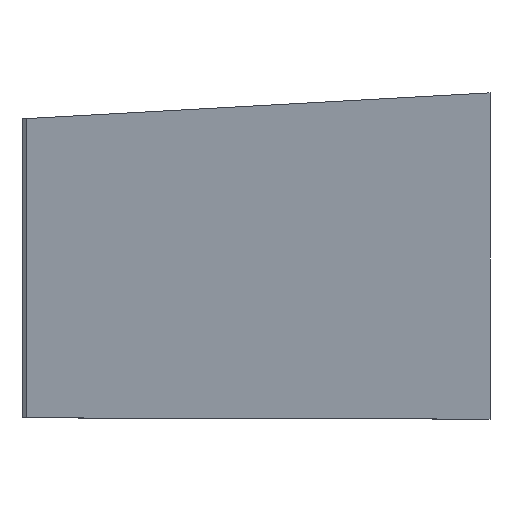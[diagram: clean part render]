
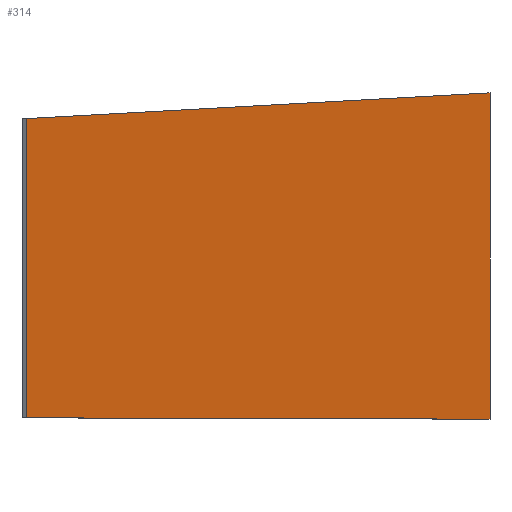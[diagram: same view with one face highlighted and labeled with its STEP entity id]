
A CAD part, top view. The second image highlights one B-rep face of the part: STEP entity #314.
In plain terms, the highlighted planar face has unit normal (0.851, 0, 0.526).
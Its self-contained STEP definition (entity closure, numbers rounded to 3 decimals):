
#43 = PLANE('',#44);
#44 = AXIS2_PLACEMENT_3D('',#45,#46,#47);
#45 = CARTESIAN_POINT('',(-11761.655,-779.004,
    -3433.355));
#46 = DIRECTION('',(0.058,-0.998,0.));
#47 = DIRECTION('',(0.,0.,-1.));
#69 = PLANE('',#70);
#70 = AXIS2_PLACEMENT_3D('',#71,#72,#73);
#71 = CARTESIAN_POINT('',(2202.325,0.,-2871.835));
#72 = DIRECTION('',(0.609,0.,-0.794));
#73 = DIRECTION('',(0.,-1.,0.));
#95 = PLANE('',#96);
#96 = AXIS2_PLACEMENT_3D('',#97,#98,#99);
#97 = CARTESIAN_POINT('',(0.,0.,-7500.));
#98 = DIRECTION('',(0.,-1.,-0.));
#99 = DIRECTION('',(1.,0.,0.));
#119 = PLANE('',#120);
#120 = AXIS2_PLACEMENT_3D('',#121,#122,#123);
#121 = CARTESIAN_POINT('',(1261.95,0.,-2592.896));
#122 = DIRECTION('',(0.438,0.,-0.899));
#123 = DIRECTION('',(0.,-1.,0.));
#135 = VERTEX_POINT('',#136);
#136 = CARTESIAN_POINT('',(12516.365,635.029,
    2884.575));
#155 = EDGE_CURVE('',#135,#156,#158,.T.);
#156 = VERTEX_POINT('',#157);
#157 = CARTESIAN_POINT('',(11613.546,582.446,
    4345.351));
#158 = SURFACE_CURVE('',#159,(#163,#169),.PCURVE_S1.);
#159 = LINE('',#160,#161);
#160 = CARTESIAN_POINT('',(8615.166,407.81,
    9196.781));
#161 = VECTOR('',#162,1.);
#162 = DIRECTION('',(-0.525,-0.031,0.85)
  );
#163 = PCURVE('',#43,#164);
#164 = DEFINITIONAL_REPRESENTATION('',(#165),#168);
#165 = B_SPLINE_CURVE_WITH_KNOTS('',1,(#166,#167),.UNSPECIFIED.,.F.,.F.,
  (2,2),(-7802.845,-5457.214),
  .PIECEWISE_BEZIER_KNOTS.);
#166 = CARTESIAN_POINT('',(-5995.768,24518.611));
#167 = CARTESIAN_POINT('',(-7990.141,23283.919));
#168 = ( GEOMETRIC_REPRESENTATION_CONTEXT(2) 
PARAMETRIC_REPRESENTATION_CONTEXT() REPRESENTATION_CONTEXT('2D SPACE',''
  ) );
#169 = PCURVE('',#170,#175);
#170 = PLANE('',#171);
#171 = AXIS2_PLACEMENT_3D('',#172,#173,#174);
#172 = CARTESIAN_POINT('',(8625.27,-45.193,
    9180.432));
#173 = DIRECTION('',(0.851,0.,0.526));
#174 = DIRECTION('',(0.,-1.,0.));
#175 = DEFINITIONAL_REPRESENTATION('',(#176),#179);
#176 = B_SPLINE_CURVE_WITH_KNOTS('',1,(#177,#178),.UNSPECIFIED.,.F.,.F.,
  (2,2),(-7802.845,-5457.214),
  .PIECEWISE_BEZIER_KNOTS.);
#177 = CARTESIAN_POINT('',(-691.819,7779.97));
#178 = CARTESIAN_POINT('',(-620.028,5435.438));
#179 = ( GEOMETRIC_REPRESENTATION_CONTEXT(2) 
PARAMETRIC_REPRESENTATION_CONTEXT() REPRESENTATION_CONTEXT('2D SPACE',''
  ) );
#204 = VERTEX_POINT('',#205);
#205 = CARTESIAN_POINT('',(12516.365,0.,2884.575));
#226 = EDGE_CURVE('',#135,#204,#227,.T.);
#227 = SURFACE_CURVE('',#228,(#232,#238),.PCURVE_S1.);
#228 = LINE('',#229,#230);
#229 = CARTESIAN_POINT('',(12516.365,-22.597,
    2884.575));
#230 = VECTOR('',#231,1.);
#231 = DIRECTION('',(0.,-1.,0.));
#232 = PCURVE('',#119,#233);
#233 = DEFINITIONAL_REPRESENTATION('',(#234),#237);
#234 = B_SPLINE_CURVE_WITH_KNOTS('',1,(#235,#236),.UNSPECIFIED.,.F.,.F.,
  (2,2),(-776.234,618.643),.PIECEWISE_BEZIER_KNOTS.);
#235 = CARTESIAN_POINT('',(-753.638,-12516.57));
#236 = CARTESIAN_POINT('',(641.24,-12516.57));
#237 = ( GEOMETRIC_REPRESENTATION_CONTEXT(2) 
PARAMETRIC_REPRESENTATION_CONTEXT() REPRESENTATION_CONTEXT('2D SPACE',''
  ) );
#238 = PCURVE('',#170,#239);
#239 = DEFINITIONAL_REPRESENTATION('',(#240),#243);
#240 = B_SPLINE_CURVE_WITH_KNOTS('',1,(#241,#242),.UNSPECIFIED.,.F.,.F.,
  (2,2),(-776.234,618.643),.PIECEWISE_BEZIER_KNOTS.);
#241 = CARTESIAN_POINT('',(-798.831,7401.245));
#242 = CARTESIAN_POINT('',(596.046,7401.245));
#243 = ( GEOMETRIC_REPRESENTATION_CONTEXT(2) 
PARAMETRIC_REPRESENTATION_CONTEXT() REPRESENTATION_CONTEXT('2D SPACE',''
  ) );
#249 = VERTEX_POINT('',#250);
#250 = CARTESIAN_POINT('',(11613.546,0.,4345.351));
#271 = EDGE_CURVE('',#249,#204,#272,.T.);
#272 = SURFACE_CURVE('',#273,(#277,#283),.PCURVE_S1.);
#273 = LINE('',#274,#275);
#274 = CARTESIAN_POINT('',(11163.145,0.,5074.108));
#275 = VECTOR('',#276,1.);
#276 = DIRECTION('',(0.526,0.,-0.851));
#277 = PCURVE('',#95,#278);
#278 = DEFINITIONAL_REPRESENTATION('',(#279),#282);
#279 = B_SPLINE_CURVE_WITH_KNOTS('',1,(#280,#281),.UNSPECIFIED.,.F.,.F.,
  (2,2),(684.983,2745.683),.PIECEWISE_BEZIER_KNOTS.);
#280 = CARTESIAN_POINT('',(11523.264,11991.429));
#281 = CARTESIAN_POINT('',(12606.647,10238.497));
#282 = ( GEOMETRIC_REPRESENTATION_CONTEXT(2) 
PARAMETRIC_REPRESENTATION_CONTEXT() REPRESENTATION_CONTEXT('2D SPACE',''
  ) );
#283 = PCURVE('',#170,#284);
#284 = DEFINITIONAL_REPRESENTATION('',(#285),#288);
#285 = B_SPLINE_CURVE_WITH_KNOTS('',1,(#286,#287),.UNSPECIFIED.,.F.,.F.,
  (2,2),(684.983,2745.683),.PIECEWISE_BEZIER_KNOTS.);
#286 = CARTESIAN_POINT('',(-45.193,5512.27));
#287 = CARTESIAN_POINT('',(-45.193,7572.97));
#288 = ( GEOMETRIC_REPRESENTATION_CONTEXT(2) 
PARAMETRIC_REPRESENTATION_CONTEXT() REPRESENTATION_CONTEXT('2D SPACE',''
  ) );
#296 = EDGE_CURVE('',#156,#249,#297,.T.);
#297 = SURFACE_CURVE('',#298,(#302,#308),.PCURVE_S1.);
#298 = LINE('',#299,#300);
#299 = CARTESIAN_POINT('',(11613.546,-22.597,
    4345.351));
#300 = VECTOR('',#301,1.);
#301 = DIRECTION('',(0.,-1.,0.));
#302 = PCURVE('',#69,#303);
#303 = DEFINITIONAL_REPRESENTATION('',(#304),#307);
#304 = B_SPLINE_CURVE_WITH_KNOTS('',1,(#305,#306),.UNSPECIFIED.,.F.,.F.,
  (2,2),(-718.087,613.357),.PIECEWISE_BEZIER_KNOTS.);
#305 = CARTESIAN_POINT('',(-695.49,-11859.969));
#306 = CARTESIAN_POINT('',(635.954,-11859.969));
#307 = ( GEOMETRIC_REPRESENTATION_CONTEXT(2) 
PARAMETRIC_REPRESENTATION_CONTEXT() REPRESENTATION_CONTEXT('2D SPACE',''
  ) );
#308 = PCURVE('',#170,#309);
#309 = DEFINITIONAL_REPRESENTATION('',(#310),#313);
#310 = B_SPLINE_CURVE_WITH_KNOTS('',1,(#311,#312),.UNSPECIFIED.,.F.,.F.,
  (2,2),(-718.087,613.357),.PIECEWISE_BEZIER_KNOTS.);
#311 = CARTESIAN_POINT('',(-740.683,5683.995));
#312 = CARTESIAN_POINT('',(590.76,5683.995));
#313 = ( GEOMETRIC_REPRESENTATION_CONTEXT(2) 
PARAMETRIC_REPRESENTATION_CONTEXT() REPRESENTATION_CONTEXT('2D SPACE',''
  ) );
#314 = ADVANCED_FACE('',(#315),#170,.T.);
#315 = FACE_BOUND('',#316,.T.);
#316 = EDGE_LOOP('',(#317,#318,#319,#320));
#317 = ORIENTED_EDGE('',*,*,#226,.F.);
#318 = ORIENTED_EDGE('',*,*,#155,.T.);
#319 = ORIENTED_EDGE('',*,*,#296,.T.);
#320 = ORIENTED_EDGE('',*,*,#271,.T.);
